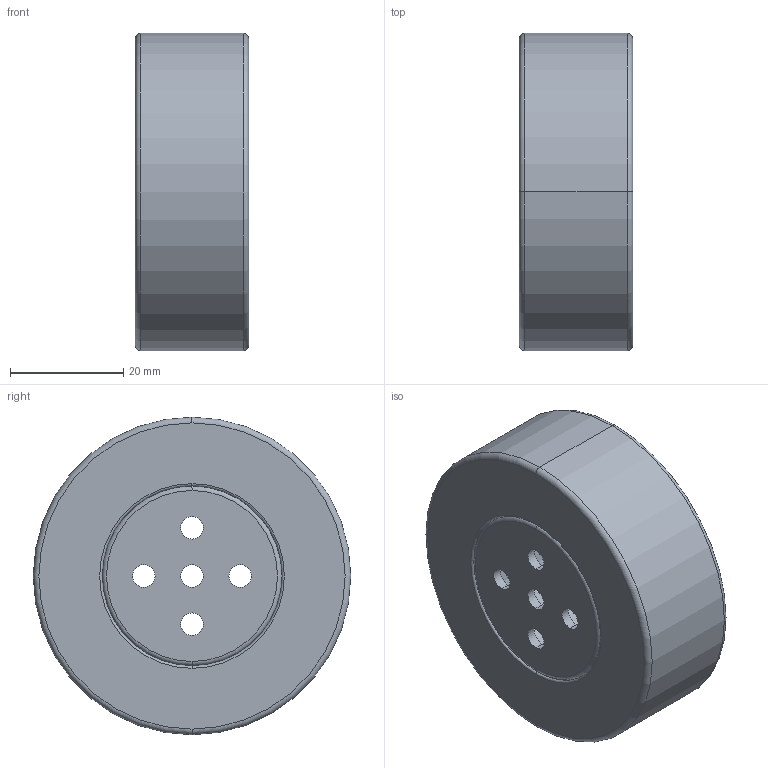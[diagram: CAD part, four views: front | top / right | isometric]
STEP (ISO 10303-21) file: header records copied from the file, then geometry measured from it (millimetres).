
FILE_DESCRIPTION (( 'STEP AP203' ), '1' );
FILE_NAME ('Roda-MiniCOMBAT-56mm-STEP.STEP', '2018-10-25T19:15:09', ( '' ), ( '' ), 'SwSTEP 2.0', 'SolidWorks 2013', '' );
FILE_SCHEMA (( 'CONFIG_CONTROL_DESIGN' ));
Length unit declared in the file: millimetre
Products named in the file (3): Roda-NEO-60x20_Predeterminada; Roda-MiniCOMBAT-56mm-STEP; Cubo_Plastico_Predeterminada
Assembly tree (2 placements, depth 2):
  Roda-MiniCOMBAT-56mm-STEP
    Cubo_Plastico_Predeterminada
    Roda-NEO-60x20_Predeterminada
Bounding box: 20 x 56 x 56 mm (x, y, z)
Volume: 38875 mm3; surface area: 13212.7 mm2
Topology: 2 solids, 2 shells, 415 faces, 1116 edges, 740 vertices
Faces by surface type: plane 258, bspline 121, cylinder 22, torus 12, cone 2
Entity records: 17843 total; most frequent: CARTESIAN_POINT 7873, ORIENTED_EDGE 2232, DIRECTION 1542, EDGE_CURVE 1116, LINE 804, VECTOR 804, VERTEX_POINT 740, EDGE_LOOP 462
